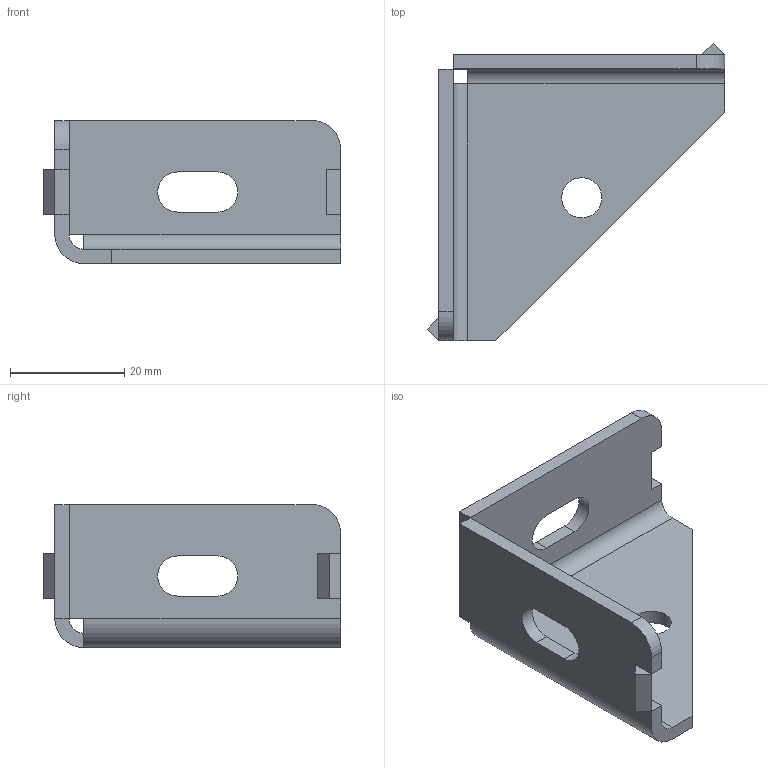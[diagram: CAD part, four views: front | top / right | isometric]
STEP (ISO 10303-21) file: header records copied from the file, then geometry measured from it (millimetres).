
FILE_DESCRIPTION(('Creo Elements/Direct Modeling STEP Export'),'2;1');
FILE_NAME('33.0200.4_Eckwinkel-MMS-33_50x50-mit-Arretierung-schwarz.stp','2022-03-18T13:57:49',(''),(''),'PTC Creo Elements/Direct Modeling STEP processor for AP214 (Solid Model)','PTC Creo Elements/Direct Modeling 19.0C 15-Aug-2015 (C) Parametric Technology GmbH','');
FILE_SCHEMA(('AUTOMOTIVE_DESIGN { 1 0 10303 214 1 1 1 1 }'));
Length unit declared in the file: millimetre
Products named in the file (1): Eckwinkel-MMS-33_50x50-mit-Arretierung-schwarz_33.0200.4_PX176111
Bounding box: 52 x 52 x 25 mm (x, y, z)
Volume: 8576 mm3; surface area: 7780.6 mm2
Topology: 1 solids, 1 shells, 52 faces, 128 edges, 78 vertices
Faces by surface type: plane 40, cylinder 12
Entity records: 1508 total; most frequent: ORIENTED_EDGE 256, CARTESIAN_POINT 253, DIRECTION 250, EDGE_CURVE 128, VECTOR 100, LINE 100, VERTEX_POINT 78, AXIS2_PLACEMENT_3D 75
